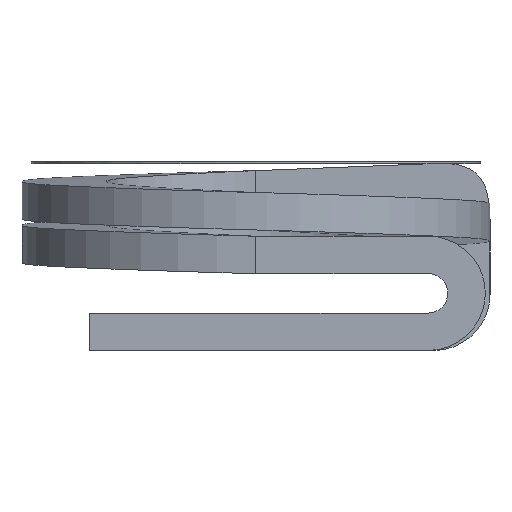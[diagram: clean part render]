
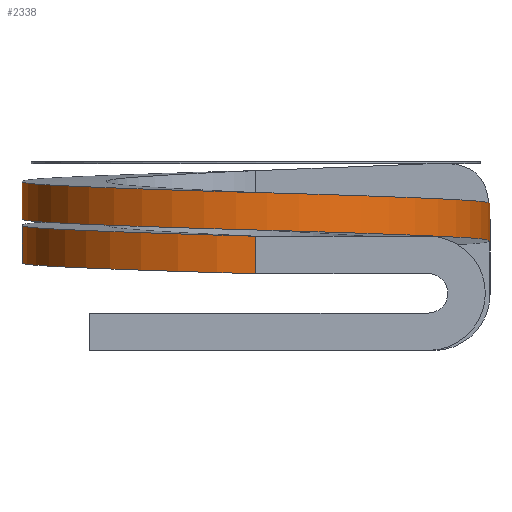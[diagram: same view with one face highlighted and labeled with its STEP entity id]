
A CAD part, left-side view. The second image highlights one B-rep face of the part: STEP entity #2338.
In plain terms, the highlighted cylindrical face has radius 5 mm (diameter 10 mm), a partial arc.
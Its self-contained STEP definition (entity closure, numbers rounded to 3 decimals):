
#258=(
BOUNDED_CURVE()
B_SPLINE_CURVE(2,(#2849,#2850,#2851,#2852,#2853,#2854,#2855,#2856,#2857,
#2858,#2859,#2860,#2861,#2862,#2863,#2864,#2865,#2866,#2867),
 .UNSPECIFIED.,.F.,.F.)
B_SPLINE_CURVE_WITH_KNOTS((3,2,2,2,2,2,2,2,2,3),(0.,0.083,
0.167,0.25,0.333,0.417,0.5,0.583,
0.667,0.75),.UNSPECIFIED.)
CURVE()
GEOMETRIC_REPRESENTATION_ITEM()
RATIONAL_B_SPLINE_CURVE((1.,0.866,1.,0.866,1.,0.866,
1.,0.866,1.,0.866,1.,0.866,1.,0.866,
1.,0.866,1.,0.866,1.))
REPRESENTATION_ITEM('')
);
#259=(
BOUNDED_CURVE()
B_SPLINE_CURVE(2,(#2871,#2872,#2873,#2874,#2875,#2876,#2877,#2878,#2879,
#2880,#2881,#2882,#2883,#2884,#2885,#2886,#2887,#2888,#2889),
 .UNSPECIFIED.,.F.,.F.)
B_SPLINE_CURVE_WITH_KNOTS((3,2,2,2,2,2,2,2,2,3),(0.,0.083,
0.167,0.25,0.333,0.417,0.5,0.583,
0.667,0.75),.UNSPECIFIED.)
CURVE()
GEOMETRIC_REPRESENTATION_ITEM()
RATIONAL_B_SPLINE_CURVE((1.,0.866,1.,0.866,1.,0.866,
1.,0.866,1.,0.866,1.,0.866,1.,0.866,
1.,0.866,1.,0.866,1.))
REPRESENTATION_ITEM('')
);
#262=ORIENTED_EDGE('',*,*,#764,.F.);
#263=ORIENTED_EDGE('',*,*,#765,.F.);
#264=ORIENTED_EDGE('',*,*,#766,.T.);
#265=ORIENTED_EDGE('',*,*,#767,.T.);
#764=EDGE_CURVE('',#1015,#1016,#1181,.T.);
#765=EDGE_CURVE('',#1017,#1015,#258,.T.);
#766=EDGE_CURVE('',#1017,#1018,#1182,.T.);
#767=EDGE_CURVE('',#1018,#1016,#259,.T.);
#1015=VERTEX_POINT('',#2847);
#1016=VERTEX_POINT('',#2848);
#1017=VERTEX_POINT('',#2868);
#1018=VERTEX_POINT('',#2870);
#1181=LINE('',#2846,#1287);
#1182=LINE('',#2869,#1288);
#1287=VECTOR('',#2548,1000.);
#1288=VECTOR('',#2549,1000.);
#1393=EDGE_LOOP('',(#262,#263,#264,#265));
#1506=FACE_BOUND('',#1393,.T.);
#1619=CYLINDRICAL_SURFACE('',#2448,5.);
#2338=ADVANCED_FACE('',(#1506),#1619,.T.);
#2448=AXIS2_PLACEMENT_3D('',#2845,#2546,#2547);
#2546=DIRECTION('',(0.,0.,-1.));
#2547=DIRECTION('',(1.,0.,0.));
#2548=DIRECTION('',(0.,0.,1.));
#2549=DIRECTION('',(0.,0.,1.));
#2845=CARTESIAN_POINT('',(0.,0.,-1.));
#2846=CARTESIAN_POINT('',(-5.,0.,1.));
#2847=CARTESIAN_POINT('',(-5.,0.,1.));
#2848=CARTESIAN_POINT('',(-5.,0.,1.8));
#2849=CARTESIAN_POINT('',(5.,0.,-0.4));
#2850=CARTESIAN_POINT('',(5.,-2.887,-0.322));
#2851=CARTESIAN_POINT('',(2.5,-4.33,-0.244));
#2852=CARTESIAN_POINT('',(0.,-5.774,-0.167));
#2853=CARTESIAN_POINT('',(-2.5,-4.33,-0.089));
#2854=CARTESIAN_POINT('',(-5.,-2.887,-0.011));
#2855=CARTESIAN_POINT('',(-5.,0.,0.067));
#2856=CARTESIAN_POINT('',(-5.,2.887,0.144));
#2857=CARTESIAN_POINT('',(-2.5,4.33,0.222));
#2858=CARTESIAN_POINT('',(0.,5.774,0.3));
#2859=CARTESIAN_POINT('',(2.5,4.33,0.378));
#2860=CARTESIAN_POINT('',(5.,2.887,0.456));
#2861=CARTESIAN_POINT('',(5.,0.,0.533));
#2862=CARTESIAN_POINT('',(5.,-2.887,0.611));
#2863=CARTESIAN_POINT('',(2.5,-4.33,0.689));
#2864=CARTESIAN_POINT('',(0.,-5.774,0.767));
#2865=CARTESIAN_POINT('',(-2.5,-4.33,0.844));
#2866=CARTESIAN_POINT('',(-5.,-2.887,0.922));
#2867=CARTESIAN_POINT('',(-5.,0.,1.));
#2868=CARTESIAN_POINT('',(5.,0.,-0.4));
#2869=CARTESIAN_POINT('',(5.,0.,-0.4));
#2870=CARTESIAN_POINT('',(5.,0.,0.4));
#2871=CARTESIAN_POINT('',(5.,0.,0.4));
#2872=CARTESIAN_POINT('',(5.,-2.887,0.478));
#2873=CARTESIAN_POINT('',(2.5,-4.33,0.556));
#2874=CARTESIAN_POINT('',(0.,-5.774,0.633));
#2875=CARTESIAN_POINT('',(-2.5,-4.33,0.711));
#2876=CARTESIAN_POINT('',(-5.,-2.887,0.789));
#2877=CARTESIAN_POINT('',(-5.,0.,0.867));
#2878=CARTESIAN_POINT('',(-5.,2.887,0.944));
#2879=CARTESIAN_POINT('',(-2.5,4.33,1.022));
#2880=CARTESIAN_POINT('',(0.,5.774,1.1));
#2881=CARTESIAN_POINT('',(2.5,4.33,1.178));
#2882=CARTESIAN_POINT('',(5.,2.887,1.256));
#2883=CARTESIAN_POINT('',(5.,0.,1.333));
#2884=CARTESIAN_POINT('',(5.,-2.887,1.411));
#2885=CARTESIAN_POINT('',(2.5,-4.33,1.489));
#2886=CARTESIAN_POINT('',(0.,-5.774,1.567));
#2887=CARTESIAN_POINT('',(-2.5,-4.33,1.644));
#2888=CARTESIAN_POINT('',(-5.,-2.887,1.722));
#2889=CARTESIAN_POINT('',(-5.,0.,1.8));
